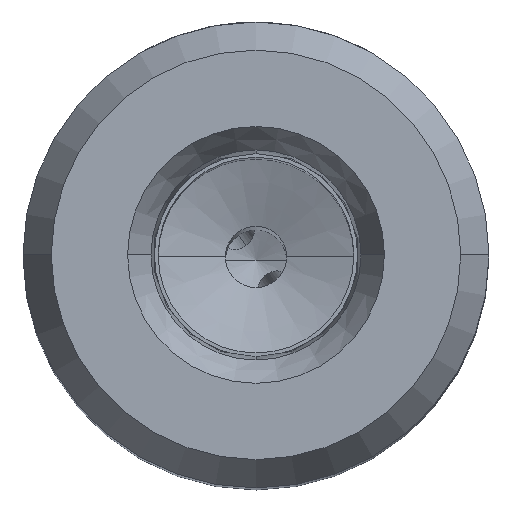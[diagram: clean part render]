
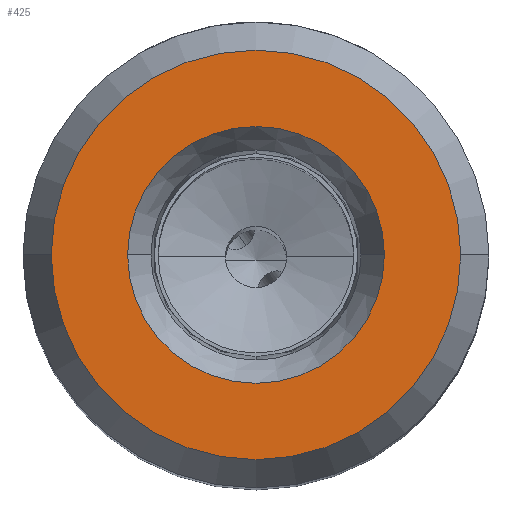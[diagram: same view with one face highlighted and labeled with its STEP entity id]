
A CAD part, top view. The second image highlights one B-rep face of the part: STEP entity #425.
In plain terms, the highlighted planar face has unit normal (0, 0, 1).
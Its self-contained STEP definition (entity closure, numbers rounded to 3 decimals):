
#212=CIRCLE('',#4051,5.25);
#213=CIRCLE('',#4053,5.25);
#214=CIRCLE('',#4055,8.37);
#215=CIRCLE('',#4056,8.37);
#312=FACE_BOUND('',#849,.T.);
#313=FACE_BOUND('',#850,.T.);
#425=ADVANCED_FACE('',(#312,#313),#576,.T.);
#576=PLANE('',#4057);
#849=EDGE_LOOP('',(#1630,#1631));
#850=EDGE_LOOP('',(#1632,#1633));
#1630=ORIENTED_EDGE('',*,*,#3197,.T.);
#1631=ORIENTED_EDGE('',*,*,#3198,.T.);
#1632=ORIENTED_EDGE('',*,*,#3199,.T.);
#1633=ORIENTED_EDGE('',*,*,#3200,.T.);
#2731=VERTEX_POINT('',#6750);
#2732=VERTEX_POINT('',#6752);
#2733=VERTEX_POINT('',#6758);
#2734=VERTEX_POINT('',#6759);
#3197=EDGE_CURVE('',#2731,#2732,#212,.T.);
#3198=EDGE_CURVE('',#2732,#2731,#213,.T.);
#3199=EDGE_CURVE('',#2733,#2734,#214,.T.);
#3200=EDGE_CURVE('',#2734,#2733,#215,.T.);
#4051=AXIS2_PLACEMENT_3D('',#6753,#4512,#4513);
#4053=AXIS2_PLACEMENT_3D('',#6755,#4516,#4517);
#4055=AXIS2_PLACEMENT_3D('',#6757,#4520,#4521);
#4056=AXIS2_PLACEMENT_3D('',#6760,#4522,#4523);
#4057=AXIS2_PLACEMENT_3D('',#6761,#4524,#4525);
#4512=DIRECTION('',(0.,0.,-1.));
#4513=DIRECTION('',(-1.,0.,0.));
#4516=DIRECTION('',(0.,0.,-1.));
#4517=DIRECTION('',(1.,0.,0.));
#4520=DIRECTION('',(0.,0.,1.));
#4521=DIRECTION('',(-1.,0.,0.));
#4522=DIRECTION('',(0.,0.,1.));
#4523=DIRECTION('',(1.,0.,0.));
#4524=DIRECTION('',(0.,0.,1.));
#4525=DIRECTION('',(-1.,0.,0.));
#6750=CARTESIAN_POINT('',(-5.25,0.,24.5));
#6752=CARTESIAN_POINT('',(5.25,0.,24.5));
#6753=CARTESIAN_POINT('',(0.,0.,24.5));
#6755=CARTESIAN_POINT('',(0.,0.,24.5));
#6757=CARTESIAN_POINT('',(0.,0.,24.5));
#6758=CARTESIAN_POINT('',(-8.37,0.,24.5));
#6759=CARTESIAN_POINT('',(8.37,0.,24.5));
#6760=CARTESIAN_POINT('',(0.,0.,24.5));
#6761=CARTESIAN_POINT('',(0.,0.,24.5));
